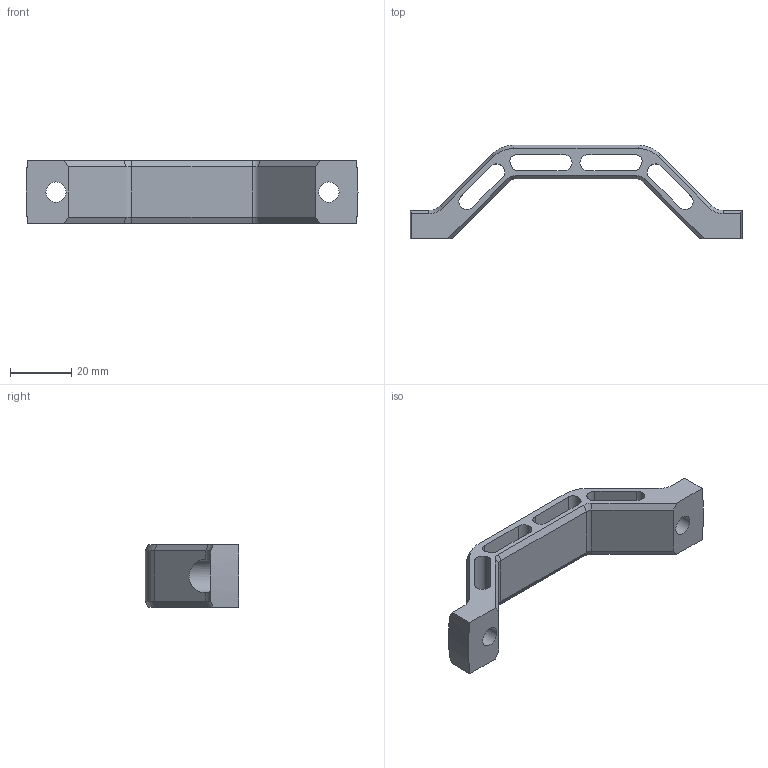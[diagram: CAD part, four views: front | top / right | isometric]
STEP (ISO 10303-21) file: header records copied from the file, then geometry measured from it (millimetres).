
FILE_DESCRIPTION(/* description */ (''),/* implementation_level */ '2;1');
FILE_NAME(/* name */ 'door_handles.step',/* time_stamp */ '2021-12-24T12:04:05+01:00',/* author */ (''),/* organization */ (''),/* preprocessor_version */ 'ST-DEVELOPER v18.1',/* originating_system */ 'Autodesk Translation Framework v10.10.0.1391',/* authorisation */ '');
FILE_SCHEMA (('AUTOMOTIVE_DESIGN { 1 0 10303 214 3 1 1 }'));
Length unit declared in the file: millimetre
Products named in the file (1): Door_Handle_RR_stock_compatible
Bounding box: 108.27 x 30.47 x 20.44 mm (x, y, z)
Volume: 17051.7 mm3; surface area: 10958.9 mm2
Topology: 1 solids, 1 shells, 78 faces, 204 edges, 128 vertices
Faces by surface type: plane 40, cylinder 24, cone 12, bspline 2
Full cylindrical faces by diameter (mm): 6.6 x2
Entity records: 2482 total; most frequent: CARTESIAN_POINT 465, DIRECTION 418, ORIENTED_EDGE 408, EDGE_CURVE 204, AXIS2_PLACEMENT_3D 141, LINE 136, VECTOR 136, VERTEX_POINT 128
